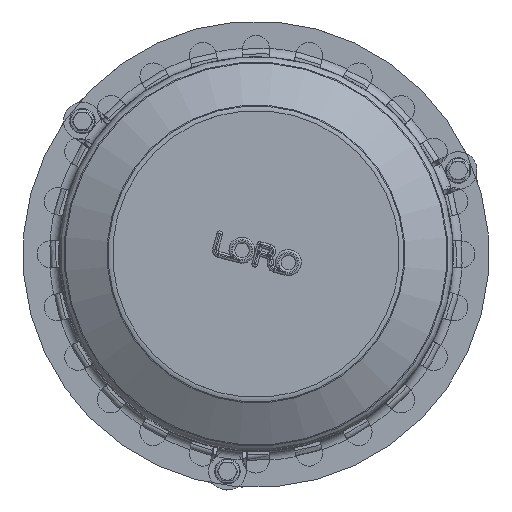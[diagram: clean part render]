
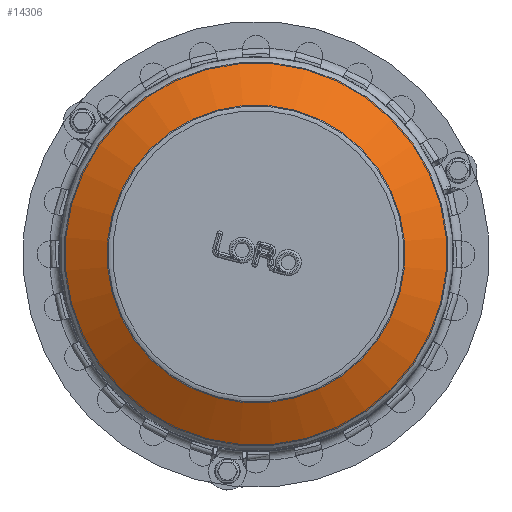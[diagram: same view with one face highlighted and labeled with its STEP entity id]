
A CAD part, top view. The second image highlights one B-rep face of the part: STEP entity #14306.
In plain terms, the highlighted conical face has half-angle 59.744 degrees and reference radius 950.348 mm.
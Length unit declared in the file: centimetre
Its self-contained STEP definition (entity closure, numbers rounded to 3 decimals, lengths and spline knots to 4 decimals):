
#718=CONICAL_SURFACE('',#15373,95.0348,1.043);
#1466=FACE_OUTER_BOUND('',#2391,.T.);
#2391=EDGE_LOOP('',(#10039,#10040,#10041,#10042,#10043,#10044));
#3378=LINE('',#23159,#4222);
#4222=VECTOR('',#17626,95.0348);
#5046=CIRCLE('',#15369,83.0464);
#5049=CIRCLE('',#15372,83.0464);
#5050=CIRCLE('',#15374,107.0232);
#5051=CIRCLE('',#15375,107.0232);
#6033=VERTEX_POINT('',#23147);
#6034=VERTEX_POINT('',#23148);
#6036=VERTEX_POINT('',#23155);
#6037=VERTEX_POINT('',#23156);
#7503=EDGE_CURVE('',#6033,#6034,#5046,.T.);
#7506=EDGE_CURVE('',#6034,#6033,#5049,.T.);
#7507=EDGE_CURVE('',#6036,#6037,#5050,.T.);
#7508=EDGE_CURVE('',#6037,#6036,#5051,.T.);
#7509=EDGE_CURVE('',#6037,#6034,#3378,.T.);
#10039=ORIENTED_EDGE('',*,*,#7507,.F.);
#10040=ORIENTED_EDGE('',*,*,#7508,.F.);
#10041=ORIENTED_EDGE('',*,*,#7509,.T.);
#10042=ORIENTED_EDGE('',*,*,#7506,.T.);
#10043=ORIENTED_EDGE('',*,*,#7503,.T.);
#10044=ORIENTED_EDGE('',*,*,#7509,.F.);
#14306=ADVANCED_FACE('',(#1466),#718,.T.);
#15369=AXIS2_PLACEMENT_3D('',#23149,#17612,#17613);
#15372=AXIS2_PLACEMENT_3D('',#23153,#17618,#17619);
#15373=AXIS2_PLACEMENT_3D('',#23154,#17620,#17621);
#15374=AXIS2_PLACEMENT_3D('',#23157,#17622,#17623);
#15375=AXIS2_PLACEMENT_3D('',#23158,#17624,#17625);
#17612=DIRECTION('center_axis',(0.,-1.,0.));
#17613=DIRECTION('ref_axis',(1.,0.,0.));
#17618=DIRECTION('center_axis',(0.,-1.,0.));
#17619=DIRECTION('ref_axis',(1.,0.,0.));
#17620=DIRECTION('center_axis',(0.,-1.,0.));
#17621=DIRECTION('ref_axis',(-1.,0.,0.));
#17622=DIRECTION('center_axis',(0.,-1.,0.));
#17623=DIRECTION('ref_axis',(1.,0.,0.));
#17624=DIRECTION('center_axis',(0.,-1.,0.));
#17625=DIRECTION('ref_axis',(1.,0.,0.));
#17626=DIRECTION('',(-0.864,0.504,0.));
#23147=CARTESIAN_POINT('',(943.1671,424.2926,84.6714));
#23148=CARTESIAN_POINT('',(1026.2135,424.2926,1.625));
#23149=CARTESIAN_POINT('Origin',(943.1671,424.2926,1.625));
#23153=CARTESIAN_POINT('Origin',(943.1671,424.2926,1.625));
#23154=CARTESIAN_POINT('Origin',(943.1671,417.2994,1.625));
#23155=CARTESIAN_POINT('',(943.1671,410.3061,108.6482));
#23156=CARTESIAN_POINT('',(1050.1903,410.3061,1.625));
#23157=CARTESIAN_POINT('Origin',(943.1671,410.3061,1.625));
#23158=CARTESIAN_POINT('Origin',(943.1671,410.3061,1.625));
#23159=CARTESIAN_POINT('',(1038.2019,417.2994,1.625));
